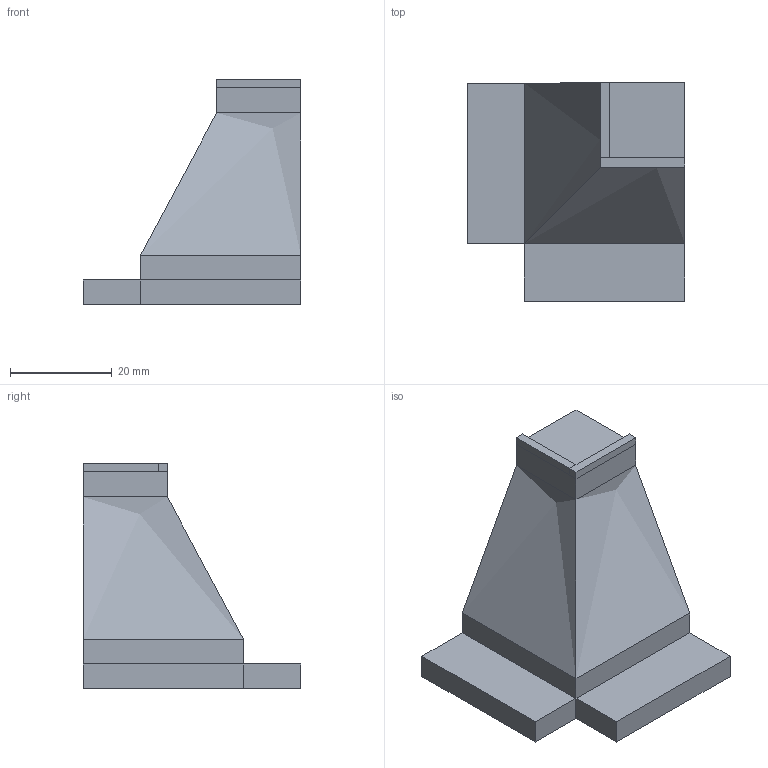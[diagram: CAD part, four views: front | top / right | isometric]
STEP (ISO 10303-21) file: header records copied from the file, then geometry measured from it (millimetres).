
FILE_DESCRIPTION(/* description */ (''),/* implementation_level */ '2;1');
FILE_NAME(/* name */ 'FRAMEM~2',/* time_stamp */ '2021-10-17T13:18:06-04:00',/* author */ (''),/* organization */ (''),/* preprocessor_version */ 'ST-DEVELOPER v16.5',/* originating_system */ '',/* authorisation */ '');
FILE_SCHEMA (('AUTOMOTIVE_DESIGN_CC2'));
Length unit declared in the file: millimetre
Products named in the file (1): Document
Bounding box: 42.86 x 42.86 x 44.33 mm (x, y, z)
Volume: 33311.8 mm3; surface area: 7672.1 mm2
Topology: 1 solids, 1 shells, 33 faces, 71 edges, 38 vertices
Faces by surface type: plane 29, bspline 4
Entity records: 905 total; most frequent: CARTESIAN_POINT 362, ORIENTED_EDGE 138, EDGE_CURVE 69, B_SPLINE_CURVE_WITH_KNOTS 69, VERTEX_POINT 38, DIRECTION 37, ADVANCED_FACE 33, FACE_OUTER_BOUND 33
